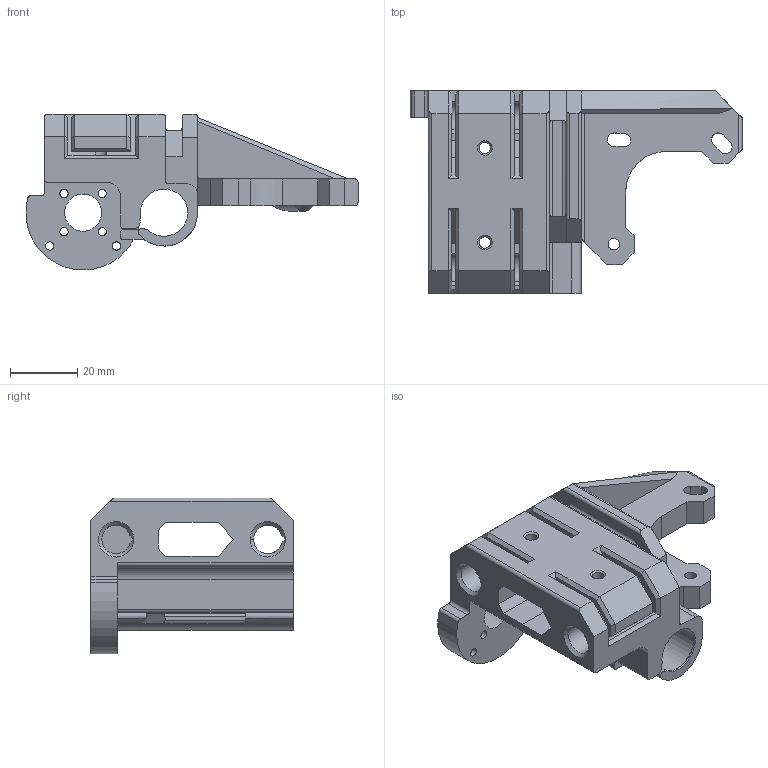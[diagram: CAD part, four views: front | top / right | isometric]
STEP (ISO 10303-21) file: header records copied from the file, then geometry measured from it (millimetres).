
FILE_DESCRIPTION(/* description */ ('CATIA V5 STEP Exchange'),/* implementation_level */ '2;1');
FILE_NAME(/* name */ 'X-block-L.stp',/* time_stamp */ '2022-05-29T13:15:33+09:00',/* author */ ('k1020'),/* organization */ ('none'),/* preprocessor_version */ 'ST-DEVELOPER v17',/* originating_system */ 'Autodesk Inventor 2019',/* authorisation */ 'none');
FILE_SCHEMA (('AUTOMOTIVE_DESIGN { 1 0 10303 214 3 1 1 }'));
Length unit declared in the file: millimetre
Products named in the file (1): X-block-L
Bounding box: 98.44 x 60 x 46.25 mm (x, y, z)
Volume: 62124.4 mm3; surface area: 28157.4 mm2
Topology: 1 solids, 1 shells, 217 faces, 655 edges, 432 vertices
Faces by surface type: plane 143, cylinder 59, cone 10, bspline 5
Full cylindrical faces by diameter (mm): 2.459 x9, 3.2 x2, 3.4 x5, 3.5 x2, 6 x1, 11 x1
Entity records: 8234 total; most frequent: CARTESIAN_POINT 2144, ORIENTED_EDGE 1304, DIRECTION 1224, EDGE_CURVE 652, LINE 458, VECTOR 458, VERTEX_POINT 432, AXIS2_PLACEMENT_3D 383
